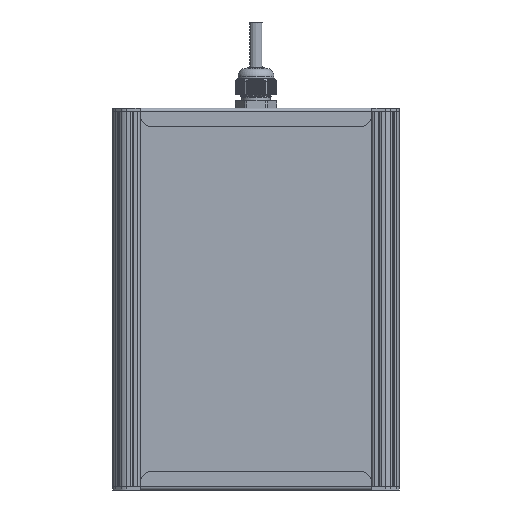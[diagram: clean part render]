
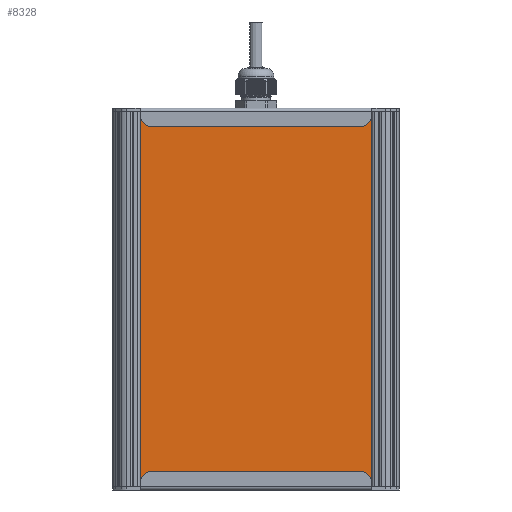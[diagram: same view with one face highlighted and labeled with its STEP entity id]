
A CAD part, front view. The second image highlights one B-rep face of the part: STEP entity #8328.
In plain terms, the highlighted face is planar.
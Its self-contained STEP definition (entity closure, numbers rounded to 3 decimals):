
#8328=ADVANCED_FACE('',(#23027),#23029,.T.);
#23027=FACE_BOUND('',#23028,.T.);
#23028=EDGE_LOOP('',(#52046,#52047,#52048,#52049));
#23029=PLANE('',#23030);
#23030=AXIS2_PLACEMENT_3D('',#23031,#23032,#23033);
#23031=CARTESIAN_POINT('',(2111.497,401.002,-34.582));
#23032=DIRECTION('',(0.,0.,-1.));
#23033=DIRECTION('',(0.,1.,0.));
#52046=ORIENTED_EDGE('',*,*,#59059,.T.);
#52047=ORIENTED_EDGE('',*,*,#59058,.F.);
#52048=ORIENTED_EDGE('',*,*,#59060,.F.);
#52049=ORIENTED_EDGE('',*,*,#59061,.T.);
#59058=EDGE_CURVE('',#64864,#64862,#64866,.T.);
#59059=EDGE_CURVE('',#64867,#64862,#64868,.T.);
#59060=EDGE_CURVE('',#64869,#64864,#64870,.T.);
#59061=EDGE_CURVE('',#64869,#64867,#64871,.T.);
#64862=VERTEX_POINT('',#82954);
#64864=VERTEX_POINT('',#82958);
#64866=LINE('',#82962,#82963);
#64867=VERTEX_POINT('',#82965);
#64868=LINE('',#82966,#82967);
#64869=VERTEX_POINT('',#82969);
#64870=LINE('',#82970,#82971);
#64871=LINE('',#82973,#82974);
#82954=CARTESIAN_POINT('',(2357.497,401.002,-34.582));
#82958=CARTESIAN_POINT('',(2111.497,401.002,-34.582));
#82962=CARTESIAN_POINT('',(2111.497,401.002,-34.582));
#82963=VECTOR('',#82964,1.);
#82964=DIRECTION('',(1.,0.,0.));
#82965=CARTESIAN_POINT('',(2357.497,565.13,-34.582));
#82966=CARTESIAN_POINT('',(2357.497,565.13,-34.582));
#82967=VECTOR('',#82968,1.);
#82968=DIRECTION('',(0.,-1.,0.));
#82969=CARTESIAN_POINT('',(2111.497,565.13,-34.582));
#82970=CARTESIAN_POINT('',(2111.497,565.13,-34.582));
#82971=VECTOR('',#82972,1.);
#82972=DIRECTION('',(0.,-1.,0.));
#82973=CARTESIAN_POINT('',(2111.497,565.13,-34.582));
#82974=VECTOR('',#82975,1.);
#82975=DIRECTION('',(1.,0.,0.));
